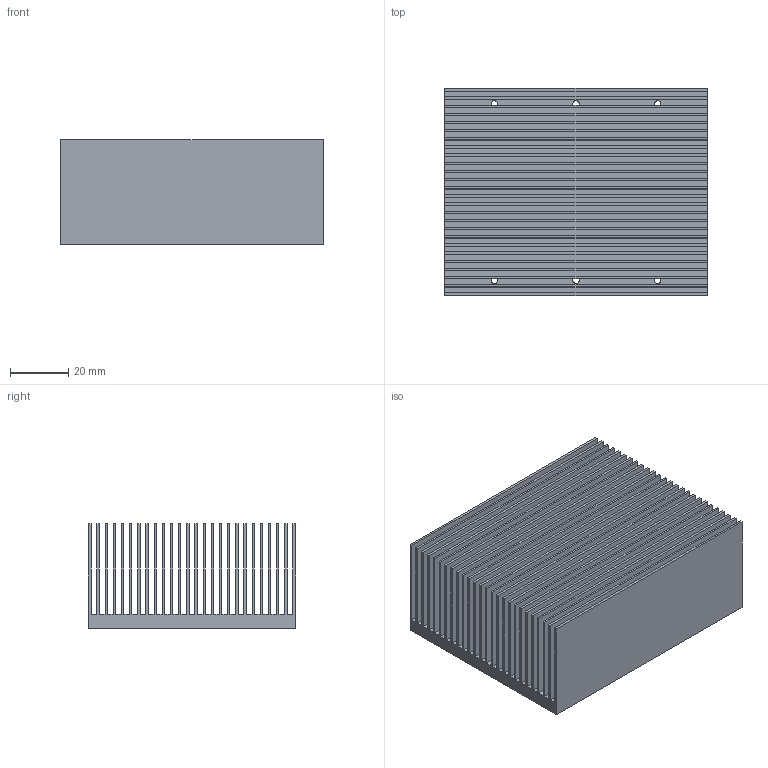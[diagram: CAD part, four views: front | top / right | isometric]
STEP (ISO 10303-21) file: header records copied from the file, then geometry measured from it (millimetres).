
FILE_DESCRIPTION(('FreeCAD Model'),'2;1');
FILE_NAME('Open CASCADE Shape Model','2023-10-23T01:39:29',('Author'),( ''),'Open CASCADE STEP processor 7.6','FreeCAD','Unknown');
FILE_SCHEMA(('CONFIG_CONTROL_DESIGN','SHAPE_APPEARANCE_LAYER_MIM'));
Length unit declared in the file: millimetre
Products named in the file (1): difference
Bounding box: 90 x 71 x 36 mm (x, y, z)
Volume: 89530 mm3; surface area: 161817 mm2
Topology: 1 solids, 1 shells, 118 faces, 366 edges, 244 vertices
Faces by surface type: plane 112, cylinder 6
Full cylindrical faces by diameter (mm): 2.2 x6
Entity records: 4090 total; most frequent: ORIENTED_EDGE 732, CARTESIAN_POINT 729, DIRECTION 628, EDGE_CURVE 366, LINE 342, VECTOR 342, VERTEX_POINT 244, AXIS2_PLACEMENT_3D 143
